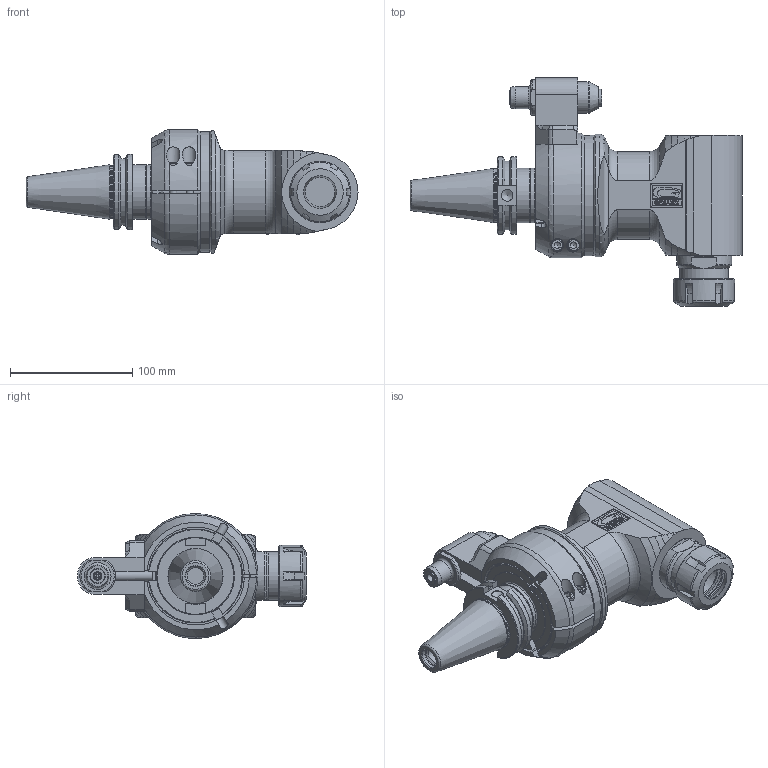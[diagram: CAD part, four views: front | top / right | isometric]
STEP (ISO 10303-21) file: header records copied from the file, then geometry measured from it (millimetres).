
FILE_DESCRIPTION(/* description */ (''),/* implementation_level */ '2;1');
FILE_NAME(/* name */ '9.F90.20S00-4C40.stp',/* time_stamp */ '2025-09-18T10:53:01-04:00',/* author */ ('jkrenzer'),/* organization */ (''),/* preprocessor_version */ 'ST-DEVELOPER v18.1',/* originating_system */ 'Autodesk Inventor 2022',/* authorisation */ '');
FILE_SCHEMA (('AUTOMOTIVE_DESIGN { 1 0 10303 214 3 1 1 }'));
Products named in the file (3): 9.F90.20S00-4C40; 9_F90_20S00; 9_GA1_441_2   (EVO, Type 1, Cat40, 80mm)
Assembly tree (2 placements, depth 2):
  9.F90.20S00-4C40
    9_F90_20S00
    9_GA1_441_2   (EVO, Type 1, Cat40, 80mm)
Bounding box: 271.25 x 186.75 x 101.99 mm (x, y, z)
Volume: 1214742.3 mm3; surface area: 165553.8 mm2
Topology: 8 solids, 8 shells, 524 faces, 1517 edges, 1059 vertices
Faces by surface type: plane 236, cylinder 118, cone 107, torus 31, bspline 30, sphere 2
Full cylindrical faces by diameter (mm): 2.5 x3, 2.6 x2, 3 x2, 4.2 x2, 5 x2, 6 x4, 6.5 x1, 7 x1, 8 x1, 9.525 x1, 10 x4, 10.4 x2, 11 x1, 12 x3, 12.5 x2, 13.376 x1, 14 x1, 16.281 x1, 16.8 x1, 18 x1, 24 x1, 26 x1, 27 x2, 29.5 x1, 35.8 x1, 38.5 x1, 40 x2, 40.6 x1, 43.85 x1, 44.4 x1
Entity records: 63276 total; most frequent: CARTESIAN_POINT 49775, ORIENTED_EDGE 3000, DIRECTION 2566, EDGE_CURVE 1500, VERTEX_POINT 1059, AXIS2_PLACEMENT_3D 915, LINE 736, VECTOR 736
